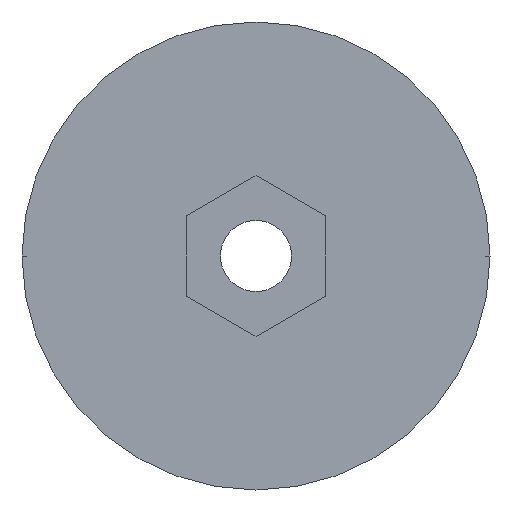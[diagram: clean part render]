
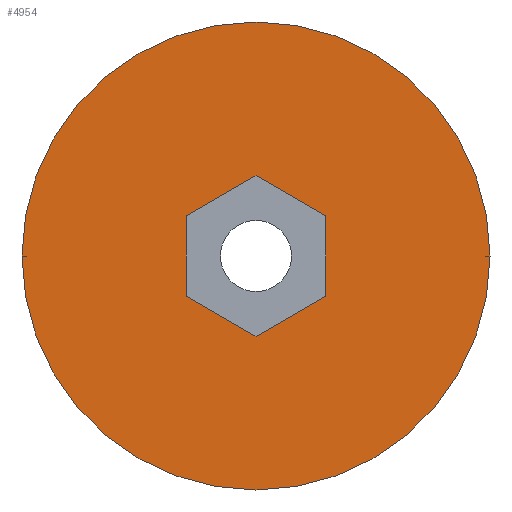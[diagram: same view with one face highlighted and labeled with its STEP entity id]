
A CAD part, left-side view. The second image highlights one B-rep face of the part: STEP entity #4954.
In plain terms, the highlighted planar face has unit normal (-1, 0, 0).
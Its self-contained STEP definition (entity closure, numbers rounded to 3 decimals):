
#115=CARTESIAN_POINT('',(0.,0.,0.));
#116=DIRECTION('',(-1.,0.,0.));
#117=DIRECTION('',(0.,1.,0.));
#118=AXIS2_PLACEMENT_3D('',#115,#116,#117);
#120=CARTESIAN_POINT('',(0.,0.,0.));
#121=DIRECTION('',(1.,0.,0.));
#122=DIRECTION('',(0.,1.,0.));
#123=AXIS2_PLACEMENT_3D('',#120,#121,#122);
#125=DIRECTION('',(0.,-0.866,-0.5));
#126=VECTOR('',#125,1.155);
#127=CARTESIAN_POINT('',(0.,0.,1.155));
#128=LINE('',#127,#126);
#129=DIRECTION('',(0.,-0.866,0.5));
#130=VECTOR('',#129,1.155);
#131=CARTESIAN_POINT('',(0.,1.,0.577));
#132=LINE('',#131,#130);
#133=DIRECTION('',(0.,0.,1.));
#134=VECTOR('',#133,1.155);
#135=CARTESIAN_POINT('',(0.,1.,-0.577));
#136=LINE('',#135,#134);
#137=DIRECTION('',(0.,0.866,0.5));
#138=VECTOR('',#137,1.155);
#139=CARTESIAN_POINT('',(0.,0.,-1.155));
#140=LINE('',#139,#138);
#141=DIRECTION('',(0.,0.866,-0.5));
#142=VECTOR('',#141,1.155);
#143=CARTESIAN_POINT('',(0.,-1.,-0.577));
#144=LINE('',#143,#142);
#145=DIRECTION('',(0.,0.,-1.));
#146=VECTOR('',#145,1.155);
#147=CARTESIAN_POINT('',(0.,-1.,0.577));
#148=LINE('',#147,#146);
#4847=CARTESIAN_POINT('',(0.,3.36,0.));
#4848=CARTESIAN_POINT('',(0.,-3.36,0.));
#4849=VERTEX_POINT('',#4847);
#4850=VERTEX_POINT('',#4848);
#4867=CARTESIAN_POINT('',(0.,0.,1.155));
#4868=CARTESIAN_POINT('',(0.,-1.,0.577));
#4869=VERTEX_POINT('',#4867);
#4870=VERTEX_POINT('',#4868);
#4871=CARTESIAN_POINT('',(0.,-1.,-0.577));
#4872=VERTEX_POINT('',#4871);
#4873=CARTESIAN_POINT('',(0.,0.,-1.155));
#4874=VERTEX_POINT('',#4873);
#4875=CARTESIAN_POINT('',(0.,1.,-0.577));
#4876=VERTEX_POINT('',#4875);
#4877=CARTESIAN_POINT('',(0.,1.,0.577));
#4878=VERTEX_POINT('',#4877);
#4929=CARTESIAN_POINT('',(0.,0.,0.));
#4930=DIRECTION('',(1.,0.,0.));
#4931=DIRECTION('',(0.,-1.,0.));
#4932=AXIS2_PLACEMENT_3D('',#4929,#4930,#4931);
#4933=PLANE('',#4932);
#4935=ORIENTED_EDGE('',*,*,#4934,.F.);
#4937=ORIENTED_EDGE('',*,*,#4936,.T.);
#4938=EDGE_LOOP('',(#4935,#4937));
#4939=FACE_OUTER_BOUND('',#4938,.F.);
#4941=ORIENTED_EDGE('',*,*,#4940,.F.);
#4943=ORIENTED_EDGE('',*,*,#4942,.F.);
#4945=ORIENTED_EDGE('',*,*,#4944,.F.);
#4947=ORIENTED_EDGE('',*,*,#4946,.F.);
#4949=ORIENTED_EDGE('',*,*,#4948,.F.);
#4951=ORIENTED_EDGE('',*,*,#4950,.F.);
#4952=EDGE_LOOP('',(#4941,#4943,#4945,#4947,#4949,#4951));
#4953=FACE_BOUND('',#4952,.F.);
#119=CIRCLE('',#118,3.36);
#124=CIRCLE('',#123,3.36);
#4934=EDGE_CURVE('',#4849,#4850,#119,.T.);
#4936=EDGE_CURVE('',#4849,#4850,#124,.T.);
#4940=EDGE_CURVE('',#4869,#4870,#128,.T.);
#4942=EDGE_CURVE('',#4878,#4869,#132,.T.);
#4944=EDGE_CURVE('',#4876,#4878,#136,.T.);
#4946=EDGE_CURVE('',#4874,#4876,#140,.T.);
#4948=EDGE_CURVE('',#4872,#4874,#144,.T.);
#4950=EDGE_CURVE('',#4870,#4872,#148,.T.);
#4954=ADVANCED_FACE('',(#4939,#4953),#4933,.F.);
